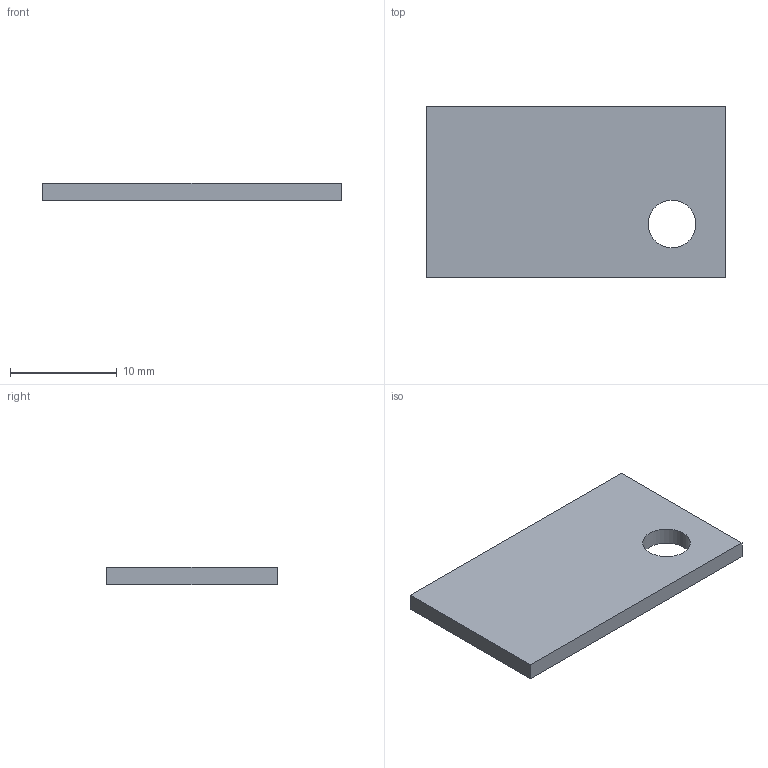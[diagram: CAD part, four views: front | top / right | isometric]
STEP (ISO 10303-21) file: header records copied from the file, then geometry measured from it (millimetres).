
FILE_DESCRIPTION(('KiCad electronic assembly'),'2;1');
FILE_NAME('BoardGame.step','2022-09-20T19:37:26',('Pcbnew'),('Kicad'), 'Open CASCADE STEP processor 7.6','KiCad to STEP converter','Unknown' );
FILE_SCHEMA(('AUTOMOTIVE_DESIGN { 1 0 10303 214 1 1 1 1 }'));
Length unit declared in the file: millimetre
Products named in the file (2): BoardGame 1; _autosave-BoardGame PCB
Assembly tree (1 placements, depth 2):
  BoardGame 1
    _autosave-BoardGame PCB
Bounding box: 28 x 16 x 1.6 mm (x, y, z)
Volume: 691.7 mm3; surface area: 1027.9 mm2
Topology: 1 solids, 1 shells, 7 faces, 15 edges, 10 vertices
Faces by surface type: plane 6, cylinder 1
Full cylindrical faces by diameter (mm): 4.472 x1
Entity records: 443 total; most frequent: CARTESIAN_POINT 76, DIRECTION 63, LINE 41, VECTOR 41, ORIENTED_EDGE 30, PCURVE 30, DEFINITIONAL_REPRESENTATION 30, EDGE_CURVE 15
